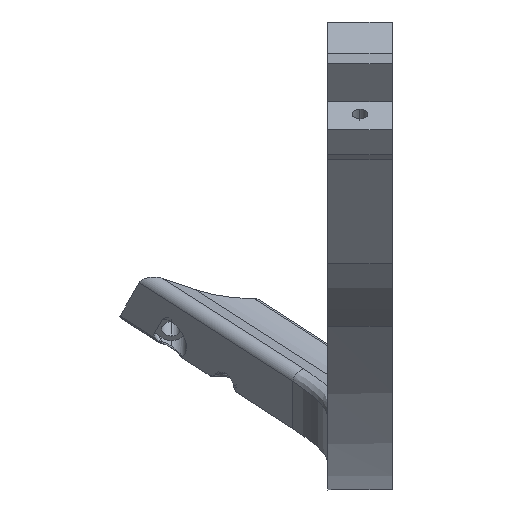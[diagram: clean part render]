
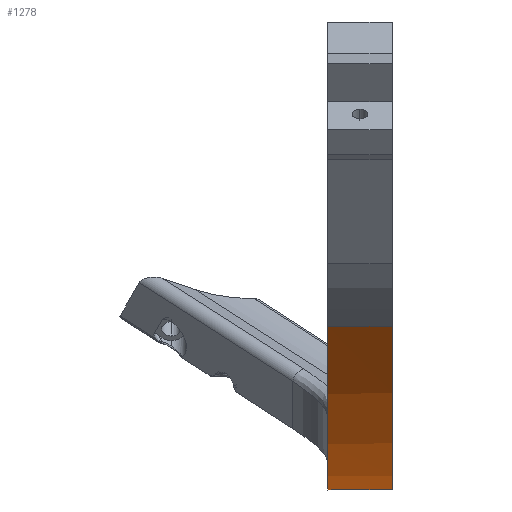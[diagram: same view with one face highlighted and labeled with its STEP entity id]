
A CAD part, top view. The second image highlights one B-rep face of the part: STEP entity #1278.
In plain terms, the highlighted cylindrical face has radius 241.476 mm (diameter 482.953 mm), a partial arc.
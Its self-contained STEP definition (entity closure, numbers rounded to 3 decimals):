
#29 = LINE ( 'NONE', #442, #642 ) ;
#45 = DIRECTION ( 'NONE',  ( -1., 0., 0. ) ) ;
#69 = DIRECTION ( 'NONE',  ( -1., 0., 0. ) ) ;
#81 = CARTESIAN_POINT ( 'NONE',  ( 12., 12.741, -2.226 ) ) ;
#198 = ORIENTED_EDGE ( 'NONE', *, *, #443, .F. ) ;
#226 = CIRCLE ( 'NONE', #2036, 241.476 ) ;
#339 = VERTEX_POINT ( 'NONE', #2157 ) ;
#418 = DIRECTION ( 'NONE',  ( 0., 0., 1. ) ) ;
#431 = EDGE_CURVE ( 'NONE', #1331, #1092, #821, .T. ) ;
#442 = CARTESIAN_POINT ( 'NONE',  ( 12., 30.374, 192.421 ) ) ;
#443 = EDGE_CURVE ( 'NONE', #339, #1092, #226, .T. ) ;
#481 = CARTESIAN_POINT ( 'NONE',  ( 12., 241.476, 75.176 ) ) ;
#484 = CARTESIAN_POINT ( 'NONE',  ( 12., 30.374, 192.421 ) ) ;
#516 = EDGE_CURVE ( 'NONE', #873, #339, #2099, .T. ) ;
#642 = VECTOR ( 'NONE', #1837, 1000. ) ;
#650 = DIRECTION ( 'NONE',  ( 0., 0., 1. ) ) ;
#803 = VERTEX_POINT ( 'NONE', #484 ) ;
#821 = CIRCLE ( 'NONE', #1375, 241.476 ) ;
#873 = VERTEX_POINT ( 'NONE', #1315 ) ;
#894 = CARTESIAN_POINT ( 'NONE',  ( 0., 30.374, 192.421 ) ) ;
#929 = ORIENTED_EDGE ( 'NONE', *, *, #2496, .F. ) ;
#1026 = EDGE_CURVE ( 'NONE', #803, #1331, #29, .T. ) ;
#1092 = VERTEX_POINT ( 'NONE', #2285 ) ;
#1226 = CARTESIAN_POINT ( 'NONE',  ( 12., 241.476, 75.176 ) ) ;
#1261 = CIRCLE ( 'NONE', #1351, 241.476 ) ;
#1278 = ADVANCED_FACE ( 'NONE', ( #1461 ), #1442, .T. ) ;
#1282 = DIRECTION ( 'NONE',  ( 0., 0., 1. ) ) ;
#1315 = CARTESIAN_POINT ( 'NONE',  ( 12., 12.741, -2.226 ) ) ;
#1331 = VERTEX_POINT ( 'NONE', #894 ) ;
#1351 = AXIS2_PLACEMENT_3D ( 'NONE', #481, #1481, #1282 ) ;
#1375 = AXIS2_PLACEMENT_3D ( 'NONE', #1535, #2552, #2343 ) ;
#1419 = ORIENTED_EDGE ( 'NONE', *, *, #516, .F. ) ;
#1442 = CYLINDRICAL_SURFACE ( 'NONE', #1623, 241.476 ) ;
#1461 = FACE_OUTER_BOUND ( 'NONE', #2122, .T. ) ;
#1481 = DIRECTION ( 'NONE',  ( 1., 0., 0. ) ) ;
#1535 = CARTESIAN_POINT ( 'NONE',  ( 0., 241.476, 75.176 ) ) ;
#1602 = CARTESIAN_POINT ( 'NONE',  ( 0., 241.476, 75.176 ) ) ;
#1623 = AXIS2_PLACEMENT_3D ( 'NONE', #1226, #2272, #418 ) ;
#1837 = DIRECTION ( 'NONE',  ( -1., 0., 0. ) ) ;
#1951 = VECTOR ( 'NONE', #69, 1000. ) ;
#2036 = AXIS2_PLACEMENT_3D ( 'NONE', #1602, #45, #650 ) ;
#2090 = ORIENTED_EDGE ( 'NONE', *, *, #1026, .T. ) ;
#2099 = LINE ( 'NONE', #81, #1951 ) ;
#2122 = EDGE_LOOP ( 'NONE', ( #929, #2090, #2181, #198, #1419 ) ) ;
#2157 = CARTESIAN_POINT ( 'NONE',  ( 0., 12.741, -2.226 ) ) ;
#2181 = ORIENTED_EDGE ( 'NONE', *, *, #431, .T. ) ;
#2272 = DIRECTION ( 'NONE',  ( -1., 0., 0. ) ) ;
#2285 = CARTESIAN_POINT ( 'NONE',  ( 0., 5.437, 24.224 ) ) ;
#2343 = DIRECTION ( 'NONE',  ( 0., 0., 1. ) ) ;
#2496 = EDGE_CURVE ( 'NONE', #803, #873, #1261, .T. ) ;
#2552 = DIRECTION ( 'NONE',  ( 1., 0., 0. ) ) ;
